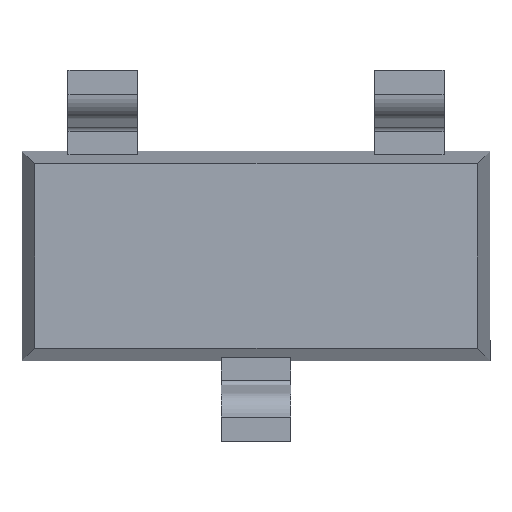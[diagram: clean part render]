
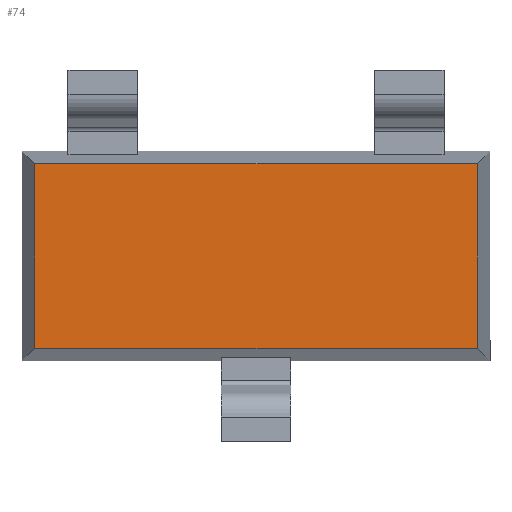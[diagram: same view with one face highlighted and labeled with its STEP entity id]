
A CAD part, front view. The second image highlights one B-rep face of the part: STEP entity #74.
In plain terms, the highlighted planar face has unit normal (0, -1, 0).
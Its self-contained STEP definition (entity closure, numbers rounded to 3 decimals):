
#1 = LINE ( 'NONE', #1437, #1053 ) ;
#39 = ORIENTED_EDGE ( 'NONE', *, *, #177, .F. ) ;
#74 = ADVANCED_FACE ( 'NONE', ( #951 ), #1538, .F. ) ;
#177 = EDGE_CURVE ( 'NONE', #491, #1466, #411, .T. ) ;
#186 = CARTESIAN_POINT ( 'NONE',  ( 0., 0.1, 0. ) ) ;
#253 = CARTESIAN_POINT ( 'NONE',  ( 1.371, 0.1, 0.571 ) ) ;
#264 = EDGE_CURVE ( 'NONE', #1219, #1413, #1, .T. ) ;
#282 = LINE ( 'NONE', #794, #601 ) ;
#318 = CARTESIAN_POINT ( 'NONE',  ( 1.371, 0.1, -0.571 ) ) ;
#321 = CARTESIAN_POINT ( 'NONE',  ( 1.371, 0.1, 0. ) ) ;
#387 = AXIS2_PLACEMENT_3D ( 'NONE', #186, #1430, #1178 ) ;
#411 = LINE ( 'NONE', #321, #1147 ) ;
#491 = VERTEX_POINT ( 'NONE', #253 ) ;
#558 = EDGE_LOOP ( 'NONE', ( #39, #1218, #1269, #1133 ) ) ;
#579 = VECTOR ( 'NONE', #783, 1000. ) ;
#601 = VECTOR ( 'NONE', #1339, 1000. ) ;
#672 = EDGE_CURVE ( 'NONE', #1413, #491, #1331, .T. ) ;
#783 = DIRECTION ( 'NONE',  ( 1., 0., 0. ) ) ;
#794 = CARTESIAN_POINT ( 'NONE',  ( 0., 0.1, -0.571 ) ) ;
#931 = DIRECTION ( 'NONE',  ( 0., 0., 1. ) ) ;
#951 = FACE_OUTER_BOUND ( 'NONE', #558, .T. ) ;
#1053 = VECTOR ( 'NONE', #931, 1000. ) ;
#1133 = ORIENTED_EDGE ( 'NONE', *, *, #1451, .F. ) ;
#1147 = VECTOR ( 'NONE', #1442, 1000. ) ;
#1178 = DIRECTION ( 'NONE',  ( 1., 0., 0. ) ) ;
#1218 = ORIENTED_EDGE ( 'NONE', *, *, #672, .F. ) ;
#1219 = VERTEX_POINT ( 'NONE', #1515 ) ;
#1269 = ORIENTED_EDGE ( 'NONE', *, *, #264, .F. ) ;
#1296 = CARTESIAN_POINT ( 'NONE',  ( 0., 0.1, 0.571 ) ) ;
#1331 = LINE ( 'NONE', #1296, #579 ) ;
#1339 = DIRECTION ( 'NONE',  ( -1., 0., 0. ) ) ;
#1413 = VERTEX_POINT ( 'NONE', #1436 ) ;
#1430 = DIRECTION ( 'NONE',  ( 0., 1., 0. ) ) ;
#1436 = CARTESIAN_POINT ( 'NONE',  ( -1.371, 0.1, 0.571 ) ) ;
#1437 = CARTESIAN_POINT ( 'NONE',  ( -1.371, 0.1, 0. ) ) ;
#1442 = DIRECTION ( 'NONE',  ( 0., 0., -1. ) ) ;
#1451 = EDGE_CURVE ( 'NONE', #1466, #1219, #282, .T. ) ;
#1466 = VERTEX_POINT ( 'NONE', #318 ) ;
#1515 = CARTESIAN_POINT ( 'NONE',  ( -1.371, 0.1, -0.571 ) ) ;
#1538 = PLANE ( 'NONE',  #387 ) ;
